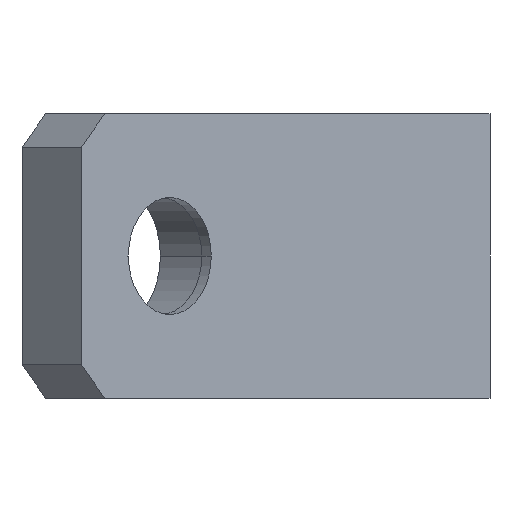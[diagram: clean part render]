
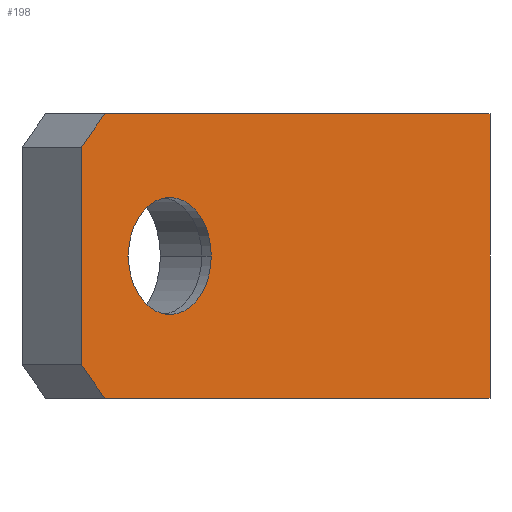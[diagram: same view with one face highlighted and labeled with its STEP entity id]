
A CAD part, left-side view. The second image highlights one B-rep face of the part: STEP entity #198.
In plain terms, the highlighted planar face has unit normal (-0.707, -0.707, 0).
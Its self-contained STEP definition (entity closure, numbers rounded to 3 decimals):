
#5 = DIRECTION ( 'NONE',  ( -0.707, -0.707, 0. ) ) ;
#12 = ORIENTED_EDGE ( 'NONE', *, *, #513, .F. ) ;
#15 = VERTEX_POINT ( 'NONE', #799 ) ;
#19 = DIRECTION ( 'NONE',  ( 0., 0., -1. ) ) ;
#25 = EDGE_CURVE ( 'NONE', #524, #732, #709, .T. ) ;
#28 = EDGE_LOOP ( 'NONE', ( #931, #889, #655, #765, #467, #12 ) ) ;
#37 = CARTESIAN_POINT ( 'NONE',  ( -19.142, 19.142, 0. ) ) ;
#96 = LINE ( 'NONE', #609, #183 ) ;
#100 = VERTEX_POINT ( 'NONE', #172 ) ;
#118 = EDGE_CURVE ( 'NONE', #732, #524, #851, .T. ) ;
#120 = DIRECTION ( 'NONE',  ( 0.707, 0.707, 0. ) ) ;
#172 = CARTESIAN_POINT ( 'NONE',  ( -24.445, 24.445, 6.5 ) ) ;
#183 = VECTOR ( 'NONE', #884, 1000. ) ;
#198 = ADVANCED_FACE ( 'NONE', ( #292, #1051 ), #604, .F. ) ;
#220 = CARTESIAN_POINT ( 'NONE',  ( -21.617, 21.617, 0. ) ) ;
#229 = EDGE_CURVE ( 'NONE', #554, #895, #615, .T. ) ;
#266 = VECTOR ( 'NONE', #479, 1000. ) ;
#292 = FACE_BOUND ( 'NONE', #601, .T. ) ;
#297 = LINE ( 'NONE', #897, #266 ) ;
#321 = CARTESIAN_POINT ( 'NONE',  ( -16.667, 16.667, 0. ) ) ;
#337 = CARTESIAN_POINT ( 'NONE',  ( 0., 0., -8.5 ) ) ;
#355 = CARTESIAN_POINT ( 'NONE',  ( -24.445, 24.445, -6.5 ) ) ;
#363 = DIRECTION ( 'NONE',  ( -0.707, -0.707, 0. ) ) ;
#377 = DIRECTION ( 'NONE',  ( -0.707, 0.707, 0. ) ) ;
#409 = EDGE_CURVE ( 'NONE', #593, #554, #297, .T. ) ;
#417 = LINE ( 'NONE', #1017, #561 ) ;
#432 = ORIENTED_EDGE ( 'NONE', *, *, #25, .F. ) ;
#457 = DIRECTION ( 'NONE',  ( 0.707, -0.707, 0. ) ) ;
#467 = ORIENTED_EDGE ( 'NONE', *, *, #229, .T. ) ;
#479 = DIRECTION ( 'NONE',  ( 0.5, -0.5, -0.707 ) ) ;
#513 = EDGE_CURVE ( 'NONE', #683, #895, #417, .T. ) ;
#516 = CARTESIAN_POINT ( 'NONE',  ( -23.031, 23.031, 8.5 ) ) ;
#524 = VERTEX_POINT ( 'NONE', #321 ) ;
#551 = VECTOR ( 'NONE', #19, 1000. ) ;
#554 = VERTEX_POINT ( 'NONE', #589 ) ;
#561 = VECTOR ( 'NONE', #751, 1000. ) ;
#575 = LINE ( 'NONE', #672, #551 ) ;
#589 = CARTESIAN_POINT ( 'NONE',  ( -23.031, 23.031, -8.5 ) ) ;
#591 = EDGE_CURVE ( 'NONE', #100, #593, #575, .T. ) ;
#593 = VERTEX_POINT ( 'NONE', #355 ) ;
#596 = AXIS2_PLACEMENT_3D ( 'NONE', #37, #363, #377 ) ;
#601 = EDGE_LOOP ( 'NONE', ( #919, #432 ) ) ;
#604 = PLANE ( 'NONE',  #724 ) ;
#609 = CARTESIAN_POINT ( 'NONE',  ( 0., 0., 8.5 ) ) ;
#615 = LINE ( 'NONE', #959, #617 ) ;
#617 = VECTOR ( 'NONE', #457, 1000. ) ;
#655 = ORIENTED_EDGE ( 'NONE', *, *, #591, .T. ) ;
#664 = CARTESIAN_POINT ( 'NONE',  ( -19.142, 19.142, 0. ) ) ;
#672 = CARTESIAN_POINT ( 'NONE',  ( -24.445, 24.445, 8.5 ) ) ;
#683 = VERTEX_POINT ( 'NONE', #849 ) ;
#709 = CIRCLE ( 'NONE', #596, 3.5 ) ;
#724 = AXIS2_PLACEMENT_3D ( 'NONE', #782, #120, #872 ) ;
#732 = VERTEX_POINT ( 'NONE', #220 ) ;
#751 = DIRECTION ( 'NONE',  ( 0., 0., -1. ) ) ;
#765 = ORIENTED_EDGE ( 'NONE', *, *, #409, .T. ) ;
#774 = LINE ( 'NONE', #516, #810 ) ;
#782 = CARTESIAN_POINT ( 'NONE',  ( 0., 0., 8.5 ) ) ;
#794 = DIRECTION ( 'NONE',  ( -0.5, 0.5, -0.707 ) ) ;
#799 = CARTESIAN_POINT ( 'NONE',  ( -23.031, 23.031, 8.5 ) ) ;
#810 = VECTOR ( 'NONE', #794, 1000. ) ;
#848 = DIRECTION ( 'NONE',  ( -0.707, 0.707, 0. ) ) ;
#849 = CARTESIAN_POINT ( 'NONE',  ( 0., 0., 8.5 ) ) ;
#851 = CIRCLE ( 'NONE', #948, 3.5 ) ;
#872 = DIRECTION ( 'NONE',  ( -0.707, 0.707, 0. ) ) ;
#884 = DIRECTION ( 'NONE',  ( 0.707, -0.707, 0. ) ) ;
#889 = ORIENTED_EDGE ( 'NONE', *, *, #1029, .T. ) ;
#895 = VERTEX_POINT ( 'NONE', #337 ) ;
#897 = CARTESIAN_POINT ( 'NONE',  ( -24.445, 24.445, -6.5 ) ) ;
#919 = ORIENTED_EDGE ( 'NONE', *, *, #118, .F. ) ;
#931 = ORIENTED_EDGE ( 'NONE', *, *, #998, .F. ) ;
#948 = AXIS2_PLACEMENT_3D ( 'NONE', #664, #5, #848 ) ;
#959 = CARTESIAN_POINT ( 'NONE',  ( 0., 0., -8.5 ) ) ;
#998 = EDGE_CURVE ( 'NONE', #15, #683, #96, .T. ) ;
#1017 = CARTESIAN_POINT ( 'NONE',  ( 0., 0., 8.5 ) ) ;
#1029 = EDGE_CURVE ( 'NONE', #15, #100, #774, .T. ) ;
#1051 = FACE_OUTER_BOUND ( 'NONE', #28, .T. ) ;
